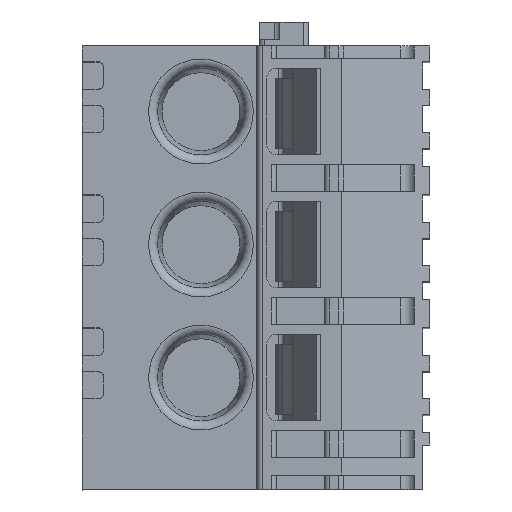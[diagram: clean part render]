
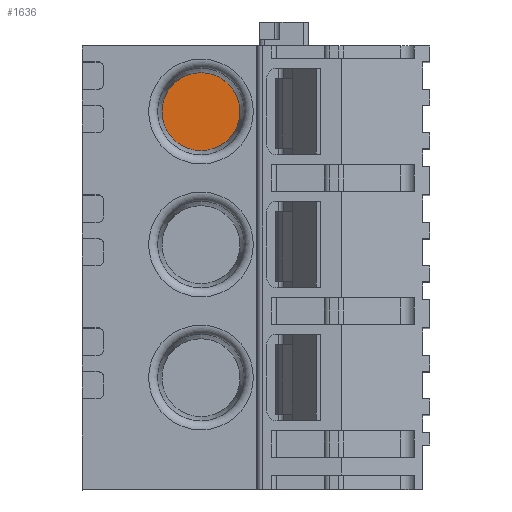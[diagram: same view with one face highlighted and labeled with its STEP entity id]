
A CAD part, top view. The second image highlights one B-rep face of the part: STEP entity #1636.
In plain terms, the highlighted planar face has unit normal (0, 0, 1).
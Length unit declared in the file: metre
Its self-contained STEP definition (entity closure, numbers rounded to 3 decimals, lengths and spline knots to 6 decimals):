
#1636=ADVANCED_FACE('',(#3329),#3330,.F.);
#3329=FACE_OUTER_BOUND('',#5086,.T.);
#3330=PLANE('',#5087);
#5086=EDGE_LOOP('',(#10234));
#5087=AXIS2_PLACEMENT_3D('',#10235,#10236,#10237);
#10234=ORIENTED_EDGE('',*,*,#12353,.T.);
#10235=CARTESIAN_POINT('',(0.029922,-0.028767,-0.005031));
#10236=DIRECTION('',(0.,0.,-1.0));
#10237=DIRECTION('',(1.0,0.,0.));
#12353=EDGE_CURVE('',#15382,#15382,#15383,.T.);
#15382=VERTEX_POINT('',#19715);
#15383=CIRCLE('',#19716,0.0022);
#19715=CARTESIAN_POINT('',(0.033018,-0.023717,-0.005031));
#19716=AXIS2_PLACEMENT_3D('',#22045,#22046,#22047);
#22045=CARTESIAN_POINT('',(0.035218,-0.023717,-0.005031));
#22046=DIRECTION('',(0.,0.,1.0));
#22047=DIRECTION('',(-1.0,0.,0.));
